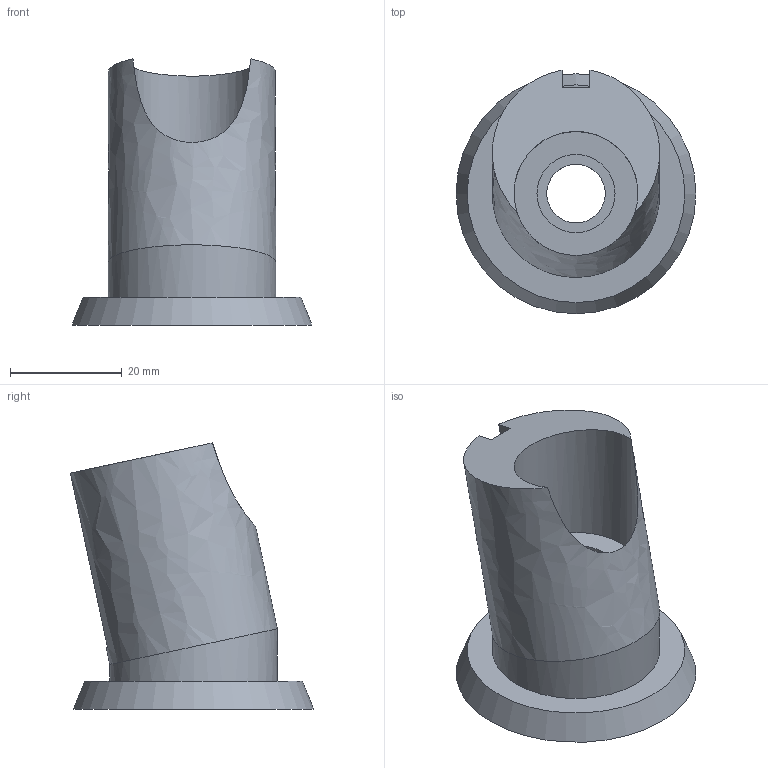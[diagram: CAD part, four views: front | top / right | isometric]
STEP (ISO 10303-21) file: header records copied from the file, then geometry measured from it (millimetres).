
FILE_DESCRIPTION(/* description */ (''),/* implementation_level */ '2;1');
FILE_NAME(/* name */ 'Bielle 2 ver2 v2.stp',/* time_stamp */ '2020-12-05T18:07:06+01:00',/* author */ (''),/* organization */ (''),/* preprocessor_version */ 'ST-DEVELOPER v18.1',/* originating_system */ 'Autodesk Translation Framework v9.3.0.1241',/* authorisation */ '');
FILE_SCHEMA (('AUTOMOTIVE_DESIGN { 1 0 10303 214 3 1 1 }'));
Length unit declared in the file: millimetre
Products named in the file (1): Bielle 2 - ver2
Bounding box: 43 x 43.57 x 47.68 mm (x, y, z)
Volume: 21883.4 mm3; surface area: 9572.6 mm2
Topology: 1 solids, 1 shells, 22 faces, 52 edges, 35 vertices
Faces by surface type: plane 16, cylinder 4, cone 1, bspline 1
Full cylindrical faces by diameter (mm): 10.5 x1, 14 x1, 22.2 x1, 30 x1
Entity records: 713 total; most frequent: CARTESIAN_POINT 153, DIRECTION 111, ORIENTED_EDGE 104, EDGE_CURVE 52, AXIS2_PLACEMENT_3D 39, VERTEX_POINT 35, LINE 33, VECTOR 33
